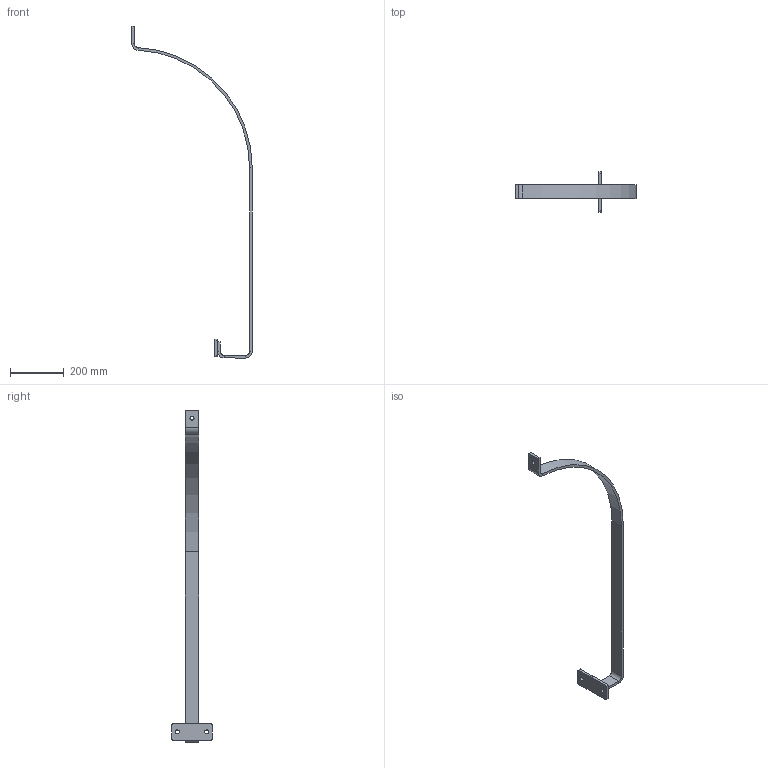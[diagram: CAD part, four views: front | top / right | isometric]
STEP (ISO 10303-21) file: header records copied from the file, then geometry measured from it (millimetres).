
FILE_DESCRIPTION (( 'STEP AP203' ), '1' );
FILE_NAME ('3467-MU103-20-45_REV_.step', '2026-01-04T05:06:35', ( '' ), ( '' ), 'SwSTEP 2.0', 'SolidWorks 2025', '' );
FILE_SCHEMA (( 'CONFIG_CONTROL_DESIGN' ));
Length unit declared in the file: millimetre
Products named in the file (3): 3467-MU103-20-45_REV_; 3467-MU103-20-20; 3467-MU103-20-30_Default<As Machined>
Assembly tree (2 placements, depth 2):
  3467-MU103-20-45_REV_
    3467-MU103-20-30_Default<As Machined>
    3467-MU103-20-20
Bounding box: 450 x 150 x 1240 mm (x, y, z)
Volume: 908940.3 mm3; surface area: 221094.2 mm2
Topology: 2 solids, 2 shells, 50 faces, 110 edges, 64 vertices
Faces by surface type: plane 32, cylinder 18
Entity records: 1663 total; most frequent: DIRECTION 256, CARTESIAN_POINT 229, ORIENTED_EDGE 220, EDGE_CURVE 110, AXIS2_PLACEMENT_3D 91, VECTOR 74, LINE 74, VERTEX_POINT 64
